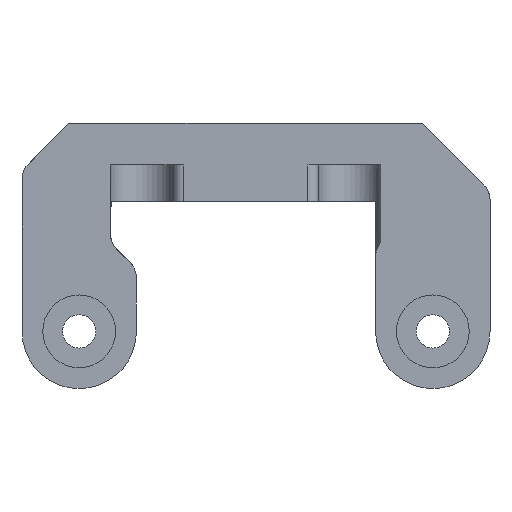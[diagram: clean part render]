
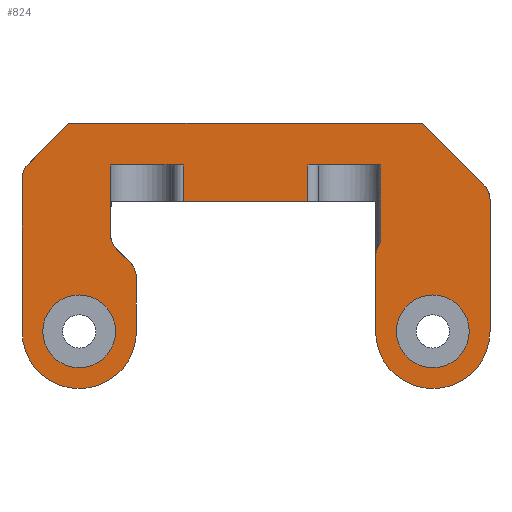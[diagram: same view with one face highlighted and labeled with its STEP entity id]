
A CAD part, front view. The second image highlights one B-rep face of the part: STEP entity #824.
In plain terms, the highlighted planar face has unit normal (0, -1, 0).
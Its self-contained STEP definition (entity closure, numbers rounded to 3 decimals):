
#26=FACE_BOUND('',#112,.T.);
#27=FACE_BOUND('',#113,.T.);
#37=PLANE('',#887);
#64=FACE_OUTER_BOUND('',#111,.T.);
#111=EDGE_LOOP('',(#568,#569,#570,#571,#572,#573,#574,#575,#576,#577,#578,
#579,#580,#581,#582,#583,#584,#585,#586,#587,#588,#589));
#112=EDGE_LOOP('',(#590));
#113=EDGE_LOOP('',(#591));
#175=LINE('',#1226,#249);
#179=LINE('',#1234,#253);
#180=LINE('',#1238,#254);
#181=LINE('',#1242,#255);
#182=LINE('',#1246,#256);
#183=LINE('',#1248,#257);
#184=LINE('',#1250,#258);
#185=LINE('',#1252,#259);
#186=LINE('',#1254,#260);
#187=LINE('',#1256,#261);
#188=LINE('',#1258,#262);
#189=LINE('',#1262,#263);
#190=LINE('',#1266,#264);
#191=LINE('',#1270,#265);
#192=LINE('',#1271,#266);
#249=VECTOR('',#980,10.);
#253=VECTOR('',#986,10.);
#254=VECTOR('',#989,10.);
#255=VECTOR('',#992,10.);
#256=VECTOR('',#995,10.);
#257=VECTOR('',#996,10.);
#258=VECTOR('',#997,10.);
#259=VECTOR('',#998,10.);
#260=VECTOR('',#999,10.);
#261=VECTOR('',#1000,10.);
#262=VECTOR('',#1001,10.);
#263=VECTOR('',#1004,10.);
#264=VECTOR('',#1007,10.);
#265=VECTOR('',#1010,10.);
#266=VECTOR('',#1011,10.);
#321=CIRCLE('',#884,2.);
#322=CIRCLE('',#888,5.5);
#323=CIRCLE('',#889,2.);
#324=CIRCLE('',#890,2.);
#325=CIRCLE('',#891,2.);
#326=CIRCLE('',#892,5.5);
#327=CIRCLE('',#893,2.);
#328=CIRCLE('',#894,3.5);
#329=CIRCLE('',#895,3.5);
#356=VERTEX_POINT('',#1216);
#357=VERTEX_POINT('',#1217);
#360=VERTEX_POINT('',#1225);
#363=VERTEX_POINT('',#1233);
#364=VERTEX_POINT('',#1235);
#365=VERTEX_POINT('',#1237);
#366=VERTEX_POINT('',#1239);
#367=VERTEX_POINT('',#1241);
#368=VERTEX_POINT('',#1243);
#369=VERTEX_POINT('',#1245);
#370=VERTEX_POINT('',#1247);
#371=VERTEX_POINT('',#1249);
#372=VERTEX_POINT('',#1251);
#373=VERTEX_POINT('',#1253);
#374=VERTEX_POINT('',#1255);
#375=VERTEX_POINT('',#1257);
#376=VERTEX_POINT('',#1259);
#377=VERTEX_POINT('',#1261);
#378=VERTEX_POINT('',#1263);
#379=VERTEX_POINT('',#1265);
#380=VERTEX_POINT('',#1267);
#381=VERTEX_POINT('',#1269);
#382=VERTEX_POINT('',#1272);
#383=VERTEX_POINT('',#1274);
#436=EDGE_CURVE('',#356,#357,#321,.T.);
#440=EDGE_CURVE('',#357,#360,#175,.T.);
#444=EDGE_CURVE('',#363,#356,#179,.T.);
#445=EDGE_CURVE('',#364,#363,#322,.T.);
#446=EDGE_CURVE('',#364,#365,#180,.T.);
#447=EDGE_CURVE('',#366,#365,#323,.T.);
#448=EDGE_CURVE('',#367,#366,#181,.T.);
#449=EDGE_CURVE('',#368,#367,#324,.T.);
#450=EDGE_CURVE('',#368,#369,#182,.T.);
#451=EDGE_CURVE('',#369,#370,#183,.T.);
#452=EDGE_CURVE('',#371,#370,#184,.T.);
#453=EDGE_CURVE('',#371,#372,#185,.T.);
#454=EDGE_CURVE('',#373,#372,#186,.T.);
#455=EDGE_CURVE('',#373,#374,#187,.T.);
#456=EDGE_CURVE('',#374,#375,#188,.T.);
#457=EDGE_CURVE('',#376,#375,#325,.T.);
#458=EDGE_CURVE('',#377,#376,#189,.T.);
#459=EDGE_CURVE('',#378,#377,#326,.T.);
#460=EDGE_CURVE('',#378,#379,#190,.T.);
#461=EDGE_CURVE('',#380,#379,#327,.T.);
#462=EDGE_CURVE('',#381,#380,#191,.T.);
#463=EDGE_CURVE('',#360,#381,#192,.T.);
#464=EDGE_CURVE('',#382,#382,#328,.T.);
#465=EDGE_CURVE('',#383,#383,#329,.T.);
#568=ORIENTED_EDGE('',*,*,#436,.F.);
#569=ORIENTED_EDGE('',*,*,#444,.F.);
#570=ORIENTED_EDGE('',*,*,#445,.F.);
#571=ORIENTED_EDGE('',*,*,#446,.T.);
#572=ORIENTED_EDGE('',*,*,#447,.F.);
#573=ORIENTED_EDGE('',*,*,#448,.F.);
#574=ORIENTED_EDGE('',*,*,#449,.F.);
#575=ORIENTED_EDGE('',*,*,#450,.T.);
#576=ORIENTED_EDGE('',*,*,#451,.T.);
#577=ORIENTED_EDGE('',*,*,#452,.F.);
#578=ORIENTED_EDGE('',*,*,#453,.T.);
#579=ORIENTED_EDGE('',*,*,#454,.F.);
#580=ORIENTED_EDGE('',*,*,#455,.T.);
#581=ORIENTED_EDGE('',*,*,#456,.T.);
#582=ORIENTED_EDGE('',*,*,#457,.F.);
#583=ORIENTED_EDGE('',*,*,#458,.F.);
#584=ORIENTED_EDGE('',*,*,#459,.F.);
#585=ORIENTED_EDGE('',*,*,#460,.T.);
#586=ORIENTED_EDGE('',*,*,#461,.F.);
#587=ORIENTED_EDGE('',*,*,#462,.F.);
#588=ORIENTED_EDGE('',*,*,#463,.F.);
#589=ORIENTED_EDGE('',*,*,#440,.F.);
#590=ORIENTED_EDGE('',*,*,#464,.T.);
#591=ORIENTED_EDGE('',*,*,#465,.T.);
#824=ADVANCED_FACE('',(#64,#26,#27),#37,.F.);
#884=AXIS2_PLACEMENT_3D('',#1218,#972,#973);
#887=AXIS2_PLACEMENT_3D('',#1232,#984,#985);
#888=AXIS2_PLACEMENT_3D('',#1236,#987,#988);
#889=AXIS2_PLACEMENT_3D('',#1240,#990,#991);
#890=AXIS2_PLACEMENT_3D('',#1244,#993,#994);
#891=AXIS2_PLACEMENT_3D('',#1260,#1002,#1003);
#892=AXIS2_PLACEMENT_3D('',#1264,#1005,#1006);
#893=AXIS2_PLACEMENT_3D('',#1268,#1008,#1009);
#894=AXIS2_PLACEMENT_3D('',#1273,#1012,#1013);
#895=AXIS2_PLACEMENT_3D('',#1275,#1014,#1015);
#972=DIRECTION('center_axis',(0.,1.,0.));
#973=DIRECTION('ref_axis',(-0.924,0.,0.383));
#980=DIRECTION('',(0.707,0.,0.707));
#984=DIRECTION('center_axis',(0.,1.,0.));
#985=DIRECTION('ref_axis',(1.,0.,0.));
#986=DIRECTION('',(0.,0.,1.));
#987=DIRECTION('center_axis',(0.,1.,0.));
#988=DIRECTION('ref_axis',(1.,0.,0.));
#989=DIRECTION('',(0.,0.,1.));
#990=DIRECTION('center_axis',(0.,1.,0.));
#991=DIRECTION('ref_axis',(0.924,0.,0.383));
#992=DIRECTION('',(0.707,0.,-0.707));
#993=DIRECTION('center_axis',(0.,-1.,0.));
#994=DIRECTION('ref_axis',(-0.924,0.,-0.383));
#995=DIRECTION('',(0.,0.,1.));
#996=DIRECTION('',(1.,0.,0.));
#997=DIRECTION('',(0.,0.,1.));
#998=DIRECTION('',(1.,0.,0.));
#999=DIRECTION('',(0.,0.,-1.));
#1000=DIRECTION('',(1.,0.,0.));
#1001=DIRECTION('',(0.,0.,-1.));
#1002=DIRECTION('center_axis',(0.,1.,0.));
#1003=DIRECTION('ref_axis',(-0.75,0.,0.661));
#1004=DIRECTION('',(0.,0.,1.));
#1005=DIRECTION('center_axis',(0.,1.,0.));
#1006=DIRECTION('ref_axis',(1.,0.,0.));
#1007=DIRECTION('',(0.,0.,1.));
#1008=DIRECTION('center_axis',(0.,1.,0.));
#1009=DIRECTION('ref_axis',(0.924,0.,0.383));
#1010=DIRECTION('',(0.707,0.,-0.707));
#1011=DIRECTION('',(1.,0.,0.));
#1012=DIRECTION('center_axis',(0.,1.,0.));
#1013=DIRECTION('ref_axis',(1.,0.,0.));
#1014=DIRECTION('center_axis',(0.,1.,0.));
#1015=DIRECTION('ref_axis',(1.,0.,0.));
#1216=CARTESIAN_POINT('',(-22.5,0.,14.672));
#1217=CARTESIAN_POINT('',(-21.914,0.,16.086));
#1218=CARTESIAN_POINT('Origin',(-20.5,0.,14.672));
#1225=CARTESIAN_POINT('',(-18.,0.,20.));
#1226=CARTESIAN_POINT('',(-17.813,0.,20.188));
#1232=CARTESIAN_POINT('Origin',(0.,0.,7.25));
#1233=CARTESIAN_POINT('',(-22.5,0.,0.));
#1234=CARTESIAN_POINT('',(-22.5,0.,0.));
#1235=CARTESIAN_POINT('',(-11.5,0.,0.));
#1236=CARTESIAN_POINT('Origin',(-17.,0.,0.));
#1237=CARTESIAN_POINT('',(-11.5,0.,5.172));
#1238=CARTESIAN_POINT('',(-11.5,0.,0.));
#1239=CARTESIAN_POINT('',(-12.086,0.,6.586));
#1240=CARTESIAN_POINT('Origin',(-13.5,0.,5.172));
#1241=CARTESIAN_POINT('',(-13.414,0.,7.914));
#1242=CARTESIAN_POINT('',(-9.563,0.,4.063));
#1243=CARTESIAN_POINT('',(-14.,0.,9.328));
#1244=CARTESIAN_POINT('Origin',(-12.,0.,9.328));
#1245=CARTESIAN_POINT('',(-14.,0.,16.));
#1246=CARTESIAN_POINT('',(-14.,0.,11.625));
#1247=CARTESIAN_POINT('',(-7.,0.,16.));
#1248=CARTESIAN_POINT('',(-5.5,0.,16.));
#1249=CARTESIAN_POINT('',(-7.,0.,12.5));
#1250=CARTESIAN_POINT('',(-7.,0.,11.625));
#1251=CARTESIAN_POINT('',(5.,0.,12.5));
#1252=CARTESIAN_POINT('',(-11.5,0.,12.5));
#1253=CARTESIAN_POINT('',(5.,0.,16.));
#1254=CARTESIAN_POINT('',(5.,0.,11.625));
#1255=CARTESIAN_POINT('',(12.,0.,16.));
#1256=CARTESIAN_POINT('',(4.5,0.,16.));
#1257=CARTESIAN_POINT('',(12.,0.,8.5));
#1258=CARTESIAN_POINT('',(12.,0.,11.625));
#1259=CARTESIAN_POINT('',(11.5,0.,7.177));
#1260=CARTESIAN_POINT('Origin',(13.5,0.,7.177));
#1261=CARTESIAN_POINT('',(11.5,0.,0.));
#1262=CARTESIAN_POINT('',(11.5,0.,0.));
#1263=CARTESIAN_POINT('',(22.5,0.,0.));
#1264=CARTESIAN_POINT('Origin',(17.,0.,0.));
#1265=CARTESIAN_POINT('',(22.5,0.,12.672));
#1266=CARTESIAN_POINT('',(22.5,0.,0.));
#1267=CARTESIAN_POINT('',(21.914,0.,14.086));
#1268=CARTESIAN_POINT('Origin',(20.5,0.,12.672));
#1269=CARTESIAN_POINT('',(16.,0.,20.));
#1270=CARTESIAN_POINT('',(16.813,0.,19.188));
#1271=CARTESIAN_POINT('',(-22.5,0.,20.));
#1272=CARTESIAN_POINT('',(13.5,0.,0.));
#1273=CARTESIAN_POINT('Origin',(17.,0.,0.));
#1274=CARTESIAN_POINT('',(-20.5,0.,0.));
#1275=CARTESIAN_POINT('Origin',(-17.,0.,0.));
